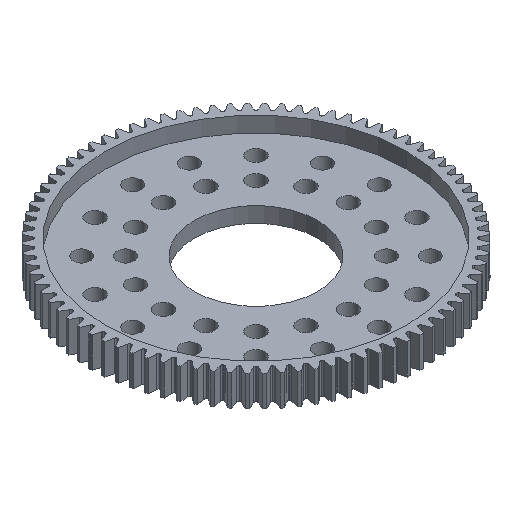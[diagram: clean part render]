
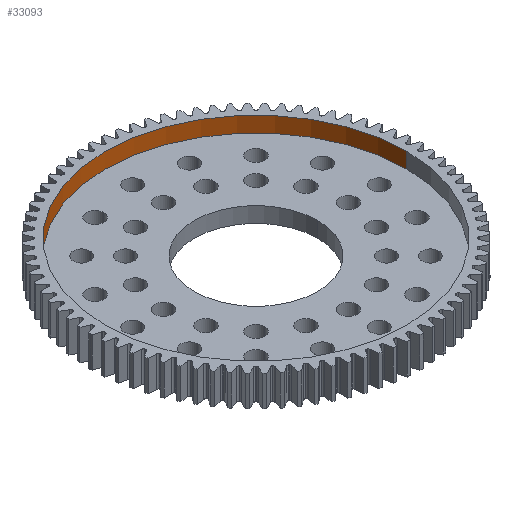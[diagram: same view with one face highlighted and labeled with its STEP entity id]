
A CAD part, isometric view. The second image highlights one B-rep face of the part: STEP entity #33093.
In plain terms, the highlighted cylindrical face has radius 31.075 mm (diameter 62.151 mm), a partial arc.
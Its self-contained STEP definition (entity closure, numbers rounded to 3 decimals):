
#831 = CARTESIAN_POINT ( 'NONE',  ( 0., 0., 3.175 ) ) ;
#3642 = VECTOR ( 'NONE', #16660, 1000. ) ;
#4669 = LINE ( 'NONE', #14022, #25003 ) ;
#5014 = DIRECTION ( 'NONE',  ( 1., 0., 0. ) ) ;
#6335 = EDGE_CURVE ( 'NONE', #13119, #35879, #4669, .T. ) ;
#8115 = CARTESIAN_POINT ( 'NONE',  ( -31.075, 0., 3.175 ) ) ;
#8338 = DIRECTION ( 'NONE',  ( 1., 0., 0. ) ) ;
#8855 = CARTESIAN_POINT ( 'NONE',  ( 31.075, 0., 3.175 ) ) ;
#9768 = CIRCLE ( 'NONE', #25485, 31.075 ) ;
#10211 = ORIENTED_EDGE ( 'NONE', *, *, #21225, .T. ) ;
#11014 = LINE ( 'NONE', #19067, #3642 ) ;
#11123 = DIRECTION ( 'NONE',  ( 0., 0., 1. ) ) ;
#13119 = VERTEX_POINT ( 'NONE', #8115 ) ;
#13486 = CARTESIAN_POINT ( 'NONE',  ( 0., 0., 6.35 ) ) ;
#14022 = CARTESIAN_POINT ( 'NONE',  ( -31.075, 0., 3.175 ) ) ;
#16102 = CARTESIAN_POINT ( 'NONE',  ( 0., 0., 3.175 ) ) ;
#16340 = DIRECTION ( 'NONE',  ( 0., 0., 1. ) ) ;
#16660 = DIRECTION ( 'NONE',  ( 0., 0., 1. ) ) ;
#17826 = EDGE_CURVE ( 'NONE', #21384, #13119, #9768, .T. ) ;
#18535 = DIRECTION ( 'NONE',  ( 0., 0., 1. ) ) ;
#18545 = CARTESIAN_POINT ( 'NONE',  ( -31.075, 0., 6.35 ) ) ;
#19067 = CARTESIAN_POINT ( 'NONE',  ( 31.075, 0., 3.175 ) ) ;
#21225 = EDGE_CURVE ( 'NONE', #29263, #35879, #30412, .T. ) ;
#21384 = VERTEX_POINT ( 'NONE', #8855 ) ;
#22747 = FACE_OUTER_BOUND ( 'NONE', #34278, .T. ) ;
#23637 = ORIENTED_EDGE ( 'NONE', *, *, #24529, .T. ) ;
#24367 = DIRECTION ( 'NONE',  ( 1., 0., 0. ) ) ;
#24529 = EDGE_CURVE ( 'NONE', #21384, #29263, #11014, .T. ) ;
#25003 = VECTOR ( 'NONE', #11123, 1000. ) ;
#25247 = ORIENTED_EDGE ( 'NONE', *, *, #6335, .F. ) ;
#25485 = AXIS2_PLACEMENT_3D ( 'NONE', #831, #34001, #8338 ) ;
#26267 = CARTESIAN_POINT ( 'NONE',  ( 31.075, 0., 6.35 ) ) ;
#27756 = AXIS2_PLACEMENT_3D ( 'NONE', #16102, #16340, #5014 ) ;
#29263 = VERTEX_POINT ( 'NONE', #26267 ) ;
#30412 = CIRCLE ( 'NONE', #33181, 31.075 ) ;
#32340 = ORIENTED_EDGE ( 'NONE', *, *, #17826, .F. ) ;
#32737 = CYLINDRICAL_SURFACE ( 'NONE', #27756, 31.075 ) ;
#33093 = ADVANCED_FACE ( 'NONE', ( #22747 ), #32737, .F. ) ;
#33181 = AXIS2_PLACEMENT_3D ( 'NONE', #13486, #18535, #24367 ) ;
#34001 = DIRECTION ( 'NONE',  ( 0., 0., 1. ) ) ;
#34278 = EDGE_LOOP ( 'NONE', ( #25247, #32340, #23637, #10211 ) ) ;
#35879 = VERTEX_POINT ( 'NONE', #18545 ) ;
